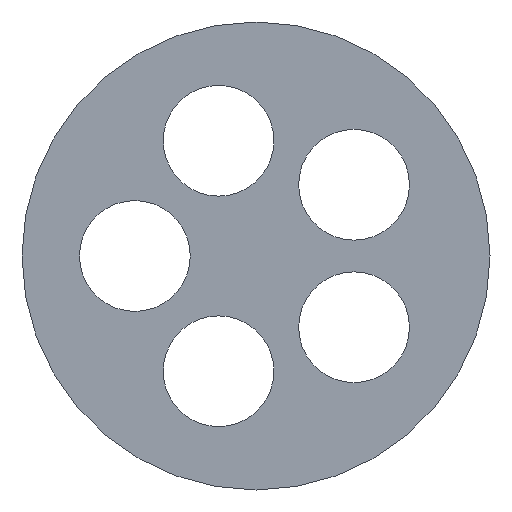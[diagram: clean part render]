
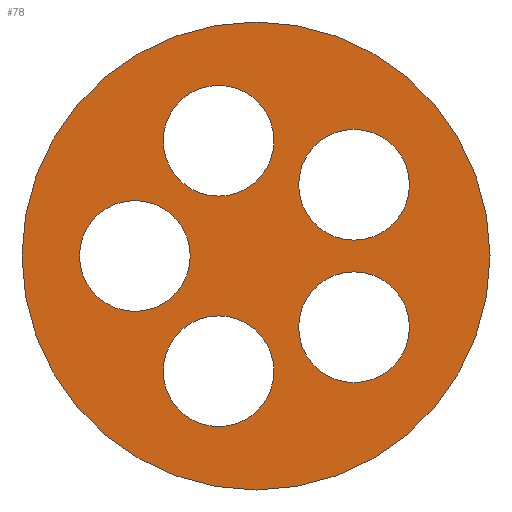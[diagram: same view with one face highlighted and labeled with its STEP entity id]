
A CAD part, left-side view. The second image highlights one B-rep face of the part: STEP entity #78.
In plain terms, the highlighted planar face has unit normal (-1, 0, 0).
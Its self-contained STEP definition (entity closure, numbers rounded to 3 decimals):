
#78 = ADVANCED_FACE( '', ( #181, #182, #183, #184, #185, #186 ), #187, .F. );
#181 = FACE_BOUND( '', #308, .T. );
#182 = FACE_BOUND( '', #309, .T. );
#183 = FACE_BOUND( '', #310, .T. );
#184 = FACE_BOUND( '', #311, .T. );
#185 = FACE_BOUND( '', #312, .T. );
#186 = FACE_OUTER_BOUND( '', #313, .T. );
#187 = PLANE( '', #314 );
#308 = EDGE_LOOP( '', ( #495 ) );
#309 = EDGE_LOOP( '', ( #496 ) );
#310 = EDGE_LOOP( '', ( #497 ) );
#311 = EDGE_LOOP( '', ( #498 ) );
#312 = EDGE_LOOP( '', ( #499 ) );
#313 = EDGE_LOOP( '', ( #500 ) );
#314 = AXIS2_PLACEMENT_3D( '', #501, #502, #503 );
#495 = ORIENTED_EDGE( '', *, *, #759, .T. );
#496 = ORIENTED_EDGE( '', *, *, #760, .T. );
#497 = ORIENTED_EDGE( '', *, *, #761, .T. );
#498 = ORIENTED_EDGE( '', *, *, #762, .T. );
#499 = ORIENTED_EDGE( '', *, *, #738, .T. );
#500 = ORIENTED_EDGE( '', *, *, #763, .F. );
#501 = CARTESIAN_POINT( '', ( 0., 0., 0. ) );
#502 = DIRECTION( '', ( 1., 0., 0. ) );
#503 = DIRECTION( '', ( 0., 0., -1. ) );
#738 = EDGE_CURVE( '', #892, #892, #893, .T. );
#759 = EDGE_CURVE( '', #923, #923, #924, .T. );
#760 = EDGE_CURVE( '', #925, #925, #926, .T. );
#761 = EDGE_CURVE( '', #927, #927, #928, .T. );
#762 = EDGE_CURVE( '', #929, #929, #930, .T. );
#763 = EDGE_CURVE( '', #931, #931, #932, .T. );
#892 = VERTEX_POINT( '', #1092 );
#893 = CIRCLE( '', #1093, 4. );
#923 = VERTEX_POINT( '', #1136 );
#924 = CIRCLE( '', #1137, 4. );
#925 = VERTEX_POINT( '', #1138 );
#926 = CIRCLE( '', #1139, 4. );
#927 = VERTEX_POINT( '', #1140 );
#928 = CIRCLE( '', #1141, 4. );
#929 = VERTEX_POINT( '', #1142 );
#930 = CIRCLE( '', #1143, 4. );
#931 = VERTEX_POINT( '', #1144 );
#932 = CIRCLE( '', #1145, 16.9 );
#1092 = CARTESIAN_POINT( '', ( 0., 2.704, -12.322 ) );
#1093 = AXIS2_PLACEMENT_3D( '', #1293, #1294, #1295 );
#1136 = CARTESIAN_POINT( '', ( 0., 2.704, 4.322 ) );
#1137 = AXIS2_PLACEMENT_3D( '', #1312, #1313, #1314 );
#1138 = CARTESIAN_POINT( '', ( 0., -7.079, 1.143 ) );
#1139 = AXIS2_PLACEMENT_3D( '', #1315, #1316, #1317 );
#1140 = CARTESIAN_POINT( '', ( 0., 8.75, -4. ) );
#1141 = AXIS2_PLACEMENT_3D( '', #1318, #1319, #1320 );
#1142 = CARTESIAN_POINT( '', ( 0., -7.079, -9.143 ) );
#1143 = AXIS2_PLACEMENT_3D( '', #1321, #1322, #1323 );
#1144 = CARTESIAN_POINT( '', ( 0., 0., -16.9 ) );
#1145 = AXIS2_PLACEMENT_3D( '', #1324, #1325, #1326 );
#1293 = CARTESIAN_POINT( '', ( 0., 2.704, -8.322 ) );
#1294 = DIRECTION( '', ( 1., 0., 0. ) );
#1295 = DIRECTION( '', ( 0., 0., -1. ) );
#1312 = CARTESIAN_POINT( '', ( 0., 2.704, 8.322 ) );
#1313 = DIRECTION( '', ( 1., 0., 0. ) );
#1314 = DIRECTION( '', ( 0., 0., -1. ) );
#1315 = CARTESIAN_POINT( '', ( 0., -7.079, 5.143 ) );
#1316 = DIRECTION( '', ( 1., 0., 0. ) );
#1317 = DIRECTION( '', ( 0., 0., -1. ) );
#1318 = CARTESIAN_POINT( '', ( 0., 8.75, 0. ) );
#1319 = DIRECTION( '', ( 1., 0., 0. ) );
#1320 = DIRECTION( '', ( 0., 0., -1. ) );
#1321 = CARTESIAN_POINT( '', ( 0., -7.079, -5.143 ) );
#1322 = DIRECTION( '', ( 1., 0., 0. ) );
#1323 = DIRECTION( '', ( 0., 0., -1. ) );
#1324 = CARTESIAN_POINT( '', ( 0., 0., 0. ) );
#1325 = DIRECTION( '', ( 1., 0., 0. ) );
#1326 = DIRECTION( '', ( 0., 0., -1. ) );
